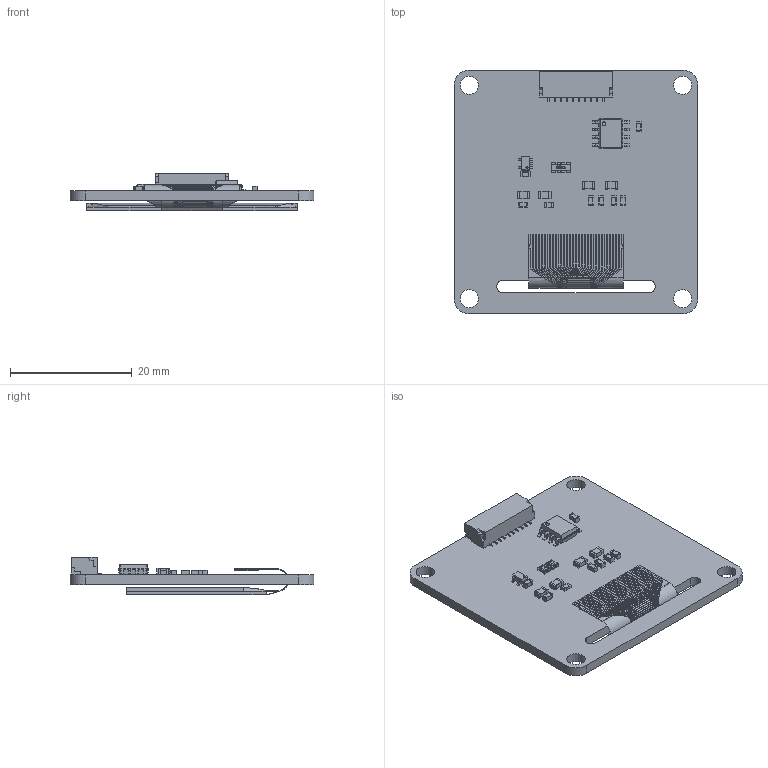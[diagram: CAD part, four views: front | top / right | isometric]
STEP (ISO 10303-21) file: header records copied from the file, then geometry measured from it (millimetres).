
FILE_DESCRIPTION(('FreeCAD Model'),'2;1');
FILE_NAME( 'oled-128x64.step', '2017-10-23T15:12:43',('kicad StepUp'),('ksu MCAD'), 'Open CASCADE STEP processor 6.8','FreeCAD','Unknown');
FILE_SCHEMA(('AUTOMOTIVE_DESIGN_CC2 { 1 2 10303 214 -1 1 5 4 }'));
Length unit declared in the file: millimetre
Products named in the file (18): Pcb; C_0603_; C_0603_001; C_0805_; C_0603_002; C_0805_001; C_0603_003; C_0805_002; C_0603_004; C_0805_003; C_0603_005; C_0603_006; R_0603_; R_4x0603_; soic_8_39x49_p127_; SM10B-SRSS_; OLED_128x64_; User_Library-SOT353-1_
Bounding box: 40 x 40 x 6.18 mm (x, y, z)
Volume: 3500.3 mm3; surface area: 6223.8 mm2
Topology: 21 solids, 21 shells, 1990 faces, 5249 edges, 3354 vertices
Faces by surface type: plane 1420, cylinder 395, bspline 172, sphere 2, extrusion 1
Full cylindrical faces by diameter (mm): 0.6 x1, 3 x4
Entity records: 79166 total; most frequent: CARTESIAN_POINT 16846, ORIENTED_EDGE 10498, DIRECTION 9176, EDGE_CURVE 5249, VECTOR 4100, LINE 4099, VERTEX_POINT 3354, AXIS2_PLACEMENT_3D 2538
